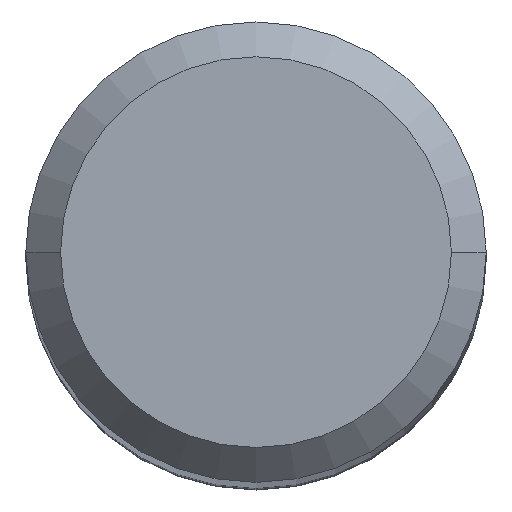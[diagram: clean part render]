
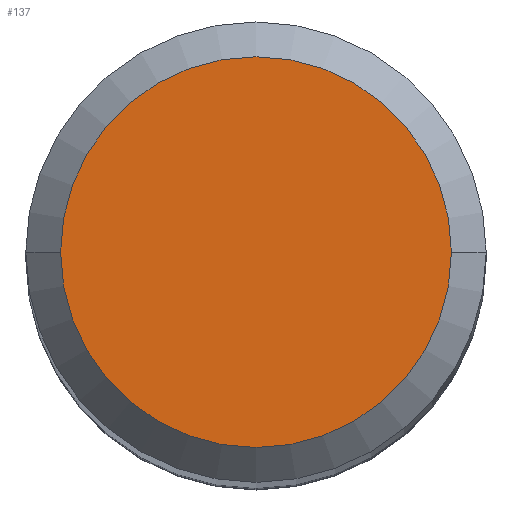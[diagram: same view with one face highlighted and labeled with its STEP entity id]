
A CAD part, top view. The second image highlights one B-rep face of the part: STEP entity #137.
In plain terms, the highlighted planar face has unit normal (0, 0, 1).
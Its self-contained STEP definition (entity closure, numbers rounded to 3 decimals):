
#30=PLANE('',#1007);
#137=ADVANCED_FACE('',(#194),#30,.F.);
#194=FACE_OUTER_BOUND('',#242,.T.);
#242=EDGE_LOOP('',(#413,#414,#415,#416));
#413=ORIENTED_EDGE('',*,*,#617,.F.);
#414=ORIENTED_EDGE('',*,*,#616,.F.);
#415=ORIENTED_EDGE('',*,*,#618,.F.);
#416=ORIENTED_EDGE('',*,*,#619,.F.);
#517=VERTEX_POINT('',#2210);
#518=VERTEX_POINT('',#2212);
#519=VERTEX_POINT('',#2214);
#520=VERTEX_POINT('',#2218);
#616=EDGE_CURVE('',#518,#519,#739,.T.);
#617=EDGE_CURVE('',#519,#517,#740,.T.);
#618=EDGE_CURVE('',#520,#518,#741,.T.);
#619=EDGE_CURVE('',#517,#520,#742,.T.);
#739=CIRCLE('',#1002,6.738);
#740=CIRCLE('',#1003,6.738);
#741=CIRCLE('',#1005,6.738);
#742=CIRCLE('',#1006,6.738);
#1002=AXIS2_PLACEMENT_3D('',#2213,#1236,#1237);
#1003=AXIS2_PLACEMENT_3D('',#2215,#1238,#1239);
#1005=AXIS2_PLACEMENT_3D('',#2217,#1242,#1243);
#1006=AXIS2_PLACEMENT_3D('',#2219,#1244,#1245);
#1007=AXIS2_PLACEMENT_3D('',#2220,#1246,#1247);
#1236=DIRECTION('',(0.,0.,-1.));
#1237=DIRECTION('',(-1.,0.,0.));
#1238=DIRECTION('',(0.,0.,-1.));
#1239=DIRECTION('',(0.,1.,0.));
#1242=DIRECTION('',(0.,0.,-1.));
#1243=DIRECTION('',(0.,-1.,0.));
#1244=DIRECTION('',(0.,0.,-1.));
#1245=DIRECTION('',(1.,0.,0.));
#1246=DIRECTION('',(0.,0.,-1.));
#1247=DIRECTION('',(-1.,0.,0.));
#2210=CARTESIAN_POINT('',(6.738,0.,0.));
#2212=CARTESIAN_POINT('',(-6.738,0.,0.));
#2213=CARTESIAN_POINT('',(0.,0.,0.));
#2214=CARTESIAN_POINT('',(0.,6.738,0.));
#2215=CARTESIAN_POINT('',(0.,0.,0.));
#2217=CARTESIAN_POINT('',(0.,0.,0.));
#2218=CARTESIAN_POINT('',(0.,-6.738,0.));
#2219=CARTESIAN_POINT('',(0.,0.,0.));
#2220=CARTESIAN_POINT('',(0.,0.,0.));
